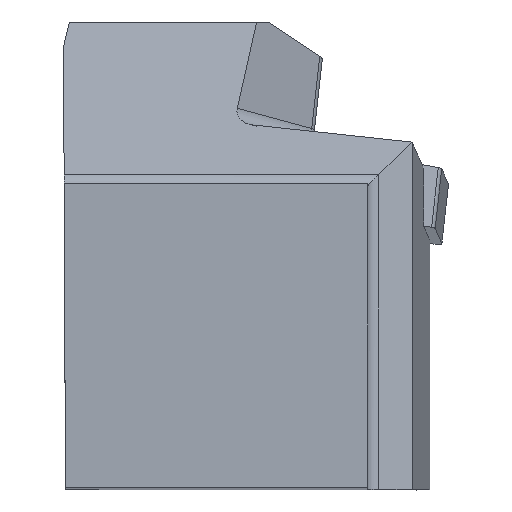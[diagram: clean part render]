
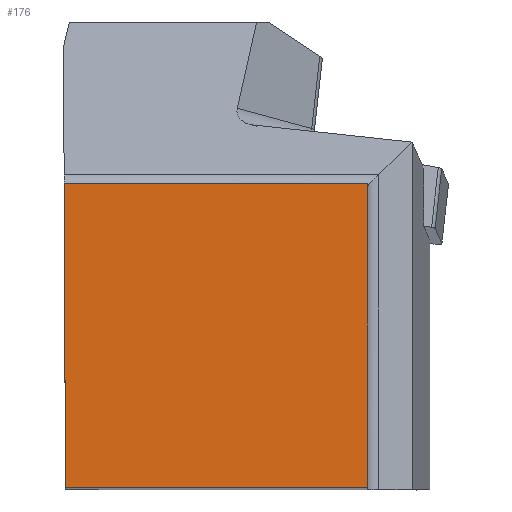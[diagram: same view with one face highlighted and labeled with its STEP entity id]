
A CAD part, top view. The second image highlights one B-rep face of the part: STEP entity #176.
In plain terms, the highlighted planar face has unit normal (0, 0, 1).
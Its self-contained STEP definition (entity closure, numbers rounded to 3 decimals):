
#135=FACE_OUTER_BOUND('',#420,.T.);
#176=ADVANCED_FACE('SHANK_FACE_BACK',(#135),#213,.F.);
#213=PLANE('',#968);
#268=LINE('',#1436,#348);
#273=LINE('',#1449,#353);
#287=LINE('',#1483,#367);
#288=LINE('',#1485,#368);
#348=VECTOR('',#1115,1.);
#353=VECTOR('',#1126,1.);
#367=VECTOR('',#1160,1.);
#368=VECTOR('',#1161,1.);
#420=EDGE_LOOP('',(#570,#571,#572,#573));
#570=ORIENTED_EDGE('',*,*,#788,.F.);
#571=ORIENTED_EDGE('',*,*,#795,.T.);
#572=ORIENTED_EDGE('',*,*,#813,.T.);
#573=ORIENTED_EDGE('',*,*,#814,.F.);
#703=VERTEX_POINT('',#1435);
#704=VERTEX_POINT('',#1437);
#708=VERTEX_POINT('',#1448);
#719=VERTEX_POINT('',#1484);
#788=EDGE_CURVE('',#703,#704,#268,.T.);
#795=EDGE_CURVE('',#703,#708,#273,.T.);
#813=EDGE_CURVE('',#708,#719,#287,.T.);
#814=EDGE_CURVE('',#704,#719,#288,.T.);
#968=AXIS2_PLACEMENT_3D('',#1486,#1162,#1163);
#1115=DIRECTION('',(-0.004,1.,0.));
#1126=DIRECTION('',(1.,0.,0.));
#1160=DIRECTION('',(0.,1.,0.));
#1161=DIRECTION('',(1.,0.,0.));
#1162=DIRECTION('',(0.,0.,-1.));
#1163=DIRECTION('',(-0.994,0.111,0.));
#1435=CARTESIAN_POINT('',(0.139,0.,0.));
#1436=CARTESIAN_POINT('',(0.973,-191.233,0.));
#1437=CARTESIAN_POINT('',(0.,31.85,0.));
#1448=CARTESIAN_POINT('',(31.85,0.,0.));
#1449=CARTESIAN_POINT('',(-7.092,0.,0.));
#1483=CARTESIAN_POINT('',(31.85,-7.093,0.));
#1484=CARTESIAN_POINT('',(31.85,31.85,0.));
#1485=CARTESIAN_POINT('',(-7.092,31.85,0.));
#1486=CARTESIAN_POINT('',(0.,0.,0.));
